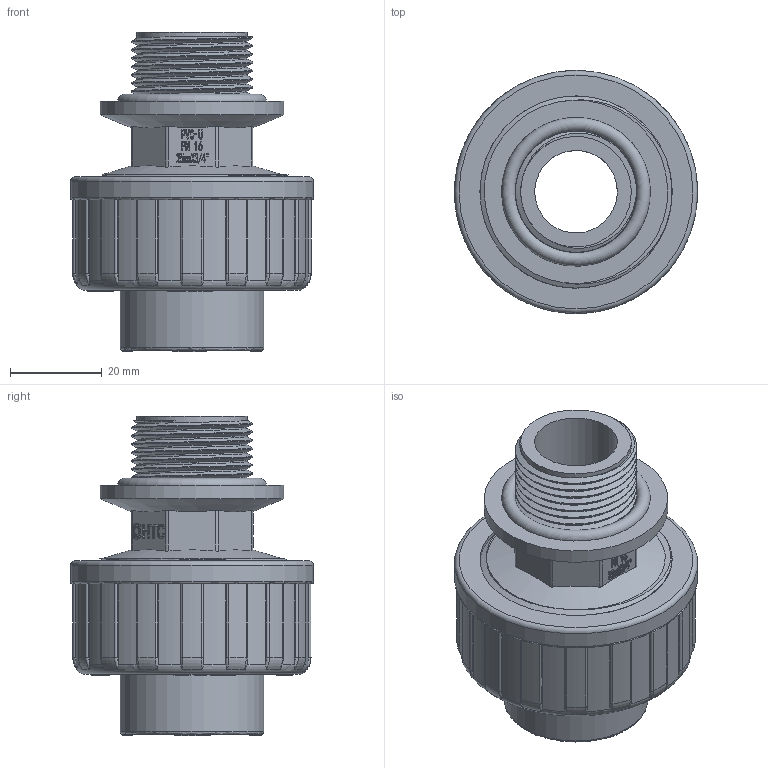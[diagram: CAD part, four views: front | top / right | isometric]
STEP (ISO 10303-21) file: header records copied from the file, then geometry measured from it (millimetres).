
FILE_DESCRIPTION(/* description */ (''),/* implementation_level */ '2;1');
FILE_NAME(/* name */ '25x3÷4.stp',/* time_stamp */ '2026-01-08T15:03:29+08:00',/* author */ (''),/* organization */ (''),/* preprocessor_version */ 'ST-DEVELOPER v16.7',/* originating_system */ 'SIEMENS PLM Software NX 12.0',/* authorisation */ '');
FILE_SCHEMA (('AUTOMOTIVE_DESIGN { 1 0 10303 214 3 1 1 1 }'));
Products named in the file (1): Admi0E605FEAis2o
Bounding box: 53 x 53 x 69.6 mm (x, y, z)
Volume: 57384.7 mm3; surface area: 32572 mm2
Topology: 5 solids, 5 shells, 1647 faces, 4569 edges, 3022 vertices
Faces by surface type: plane 1225, extrusion 218, cylinder 130, bspline 41, torus 29, cone 4
Full cylindrical faces by diameter (mm): 0.78 x1, 1.17 x1, 1.655 x1, 2 x1, 2.255 x1, 3 x1, 18 x1, 20 x2, 24 x2, 24.117 x7, 31.3 x1, 32 x2, 34.8 x1, 35.2 x1, 38.5 x1, 38.952 x6, 40 x1, 41.91 x8, 53 x1
Entity records: 61185 total; most frequent: CARTESIAN_POINT 21807, ORIENTED_EDGE 8894, DIRECTION 6604, EDGE_CURVE 4447, VECTOR 3368, LINE 3150, VERTEX_POINT 2961, EDGE_LOOP 1763
